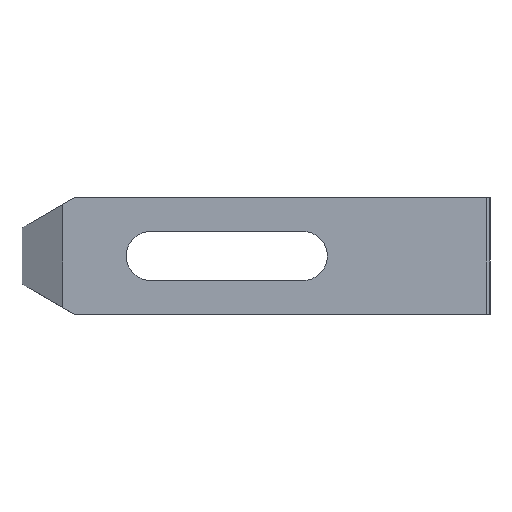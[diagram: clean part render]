
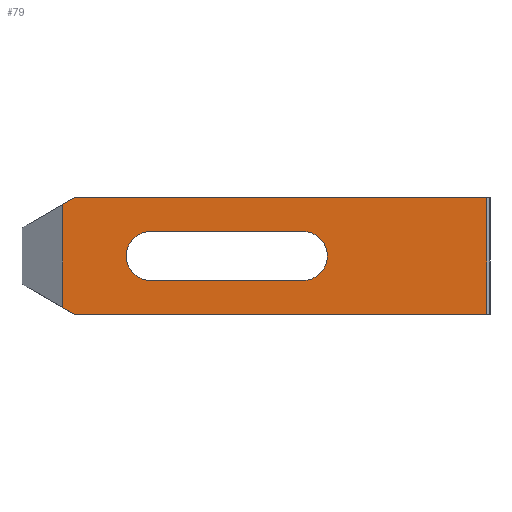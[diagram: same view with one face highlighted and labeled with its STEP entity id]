
A CAD part, top view. The second image highlights one B-rep face of the part: STEP entity #79.
In plain terms, the highlighted planar face has unit normal (0, 0, 1).
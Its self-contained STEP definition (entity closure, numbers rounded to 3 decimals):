
#79 = ADVANCED_FACE( '', ( #124, #125 ), #126, .T. );
#124 = FACE_BOUND( '', #206, .T. );
#125 = FACE_OUTER_BOUND( '', #207, .T. );
#126 = PLANE( '', #208 );
#206 = EDGE_LOOP( '', ( #335, #336, #337, #338 ) );
#207 = EDGE_LOOP( '', ( #339, #340, #341, #342, #343, #344 ) );
#208 = AXIS2_PLACEMENT_3D( '', #345, #346, #347 );
#335 = ORIENTED_EDGE( '', *, *, #664, .T. );
#336 = ORIENTED_EDGE( '', *, *, #668, .T. );
#337 = ORIENTED_EDGE( '', *, *, #669, .T. );
#338 = ORIENTED_EDGE( '', *, *, #670, .T. );
#339 = ORIENTED_EDGE( '', *, *, #671, .T. );
#340 = ORIENTED_EDGE( '', *, *, #661, .T. );
#341 = ORIENTED_EDGE( '', *, *, #628, .F. );
#342 = ORIENTED_EDGE( '', *, *, #672, .T. );
#343 = ORIENTED_EDGE( '', *, *, #673, .F. );
#344 = ORIENTED_EDGE( '', *, *, #674, .T. );
#345 = CARTESIAN_POINT( '', ( -37.679, -25., 25. ) );
#346 = DIRECTION( '', ( 0., 0., 1. ) );
#347 = DIRECTION( '', ( 1., 0., 0. ) );
#628 = EDGE_CURVE( '', #742, #743, #744, .T. );
#661 = EDGE_CURVE( '', #805, #743, #808, .T. );
#664 = EDGE_CURVE( '', #814, #812, #815, .T. );
#668 = EDGE_CURVE( '', #812, #819, #821, .T. );
#669 = EDGE_CURVE( '', #819, #822, #823, .T. );
#670 = EDGE_CURVE( '', #822, #814, #824, .T. );
#671 = EDGE_CURVE( '', #825, #805, #826, .T. );
#672 = EDGE_CURVE( '', #742, #827, #828, .T. );
#673 = EDGE_CURVE( '', #829, #827, #830, .T. );
#674 = EDGE_CURVE( '', #829, #825, #831, .T. );
#742 = VERTEX_POINT( '', #932 );
#743 = VERTEX_POINT( '', #933 );
#744 = LINE( '', #934, #935 );
#805 = VERTEX_POINT( '', #1025 );
#808 = LINE( '', #1029, #1030 );
#812 = VERTEX_POINT( '', #1034 );
#814 = VERTEX_POINT( '', #1037 );
#815 = CIRCLE( '', #1038, 10.5 );
#819 = VERTEX_POINT( '', #1044 );
#821 = LINE( '', #1047, #1048 );
#822 = VERTEX_POINT( '', #1049 );
#823 = CIRCLE( '', #1050, 10.5 );
#824 = LINE( '', #1051, #1052 );
#825 = VERTEX_POINT( '', #1053 );
#826 = LINE( '', #1054, #1055 );
#827 = VERTEX_POINT( '', #1056 );
#828 = LINE( '', #1057, #1058 );
#829 = VERTEX_POINT( '', #1059 );
#830 = LINE( '', #1060, #1061 );
#831 = LINE( '', #1062, #1063 );
#932 = CARTESIAN_POINT( '', ( -32.483, 25., 25. ) );
#933 = CARTESIAN_POINT( '', ( 143.632, 25., 25. ) );
#934 = CARTESIAN_POINT( '', ( -37.679, 25., 25. ) );
#935 = VECTOR( '', #1230, 1000. );
#1025 = CARTESIAN_POINT( '', ( 143.632, -25., 25. ) );
#1029 = CARTESIAN_POINT( '', ( 143.632, -25., 25. ) );
#1030 = VECTOR( '', #1267, 1000. );
#1034 = CARTESIAN_POINT( '', ( 0., 10.5, 25. ) );
#1037 = CARTESIAN_POINT( '', ( 0., -10.5, 25. ) );
#1038 = AXIS2_PLACEMENT_3D( '', #1272, #1273, #1274 );
#1044 = CARTESIAN_POINT( '', ( 65., 10.5, 25. ) );
#1047 = CARTESIAN_POINT( '', ( 0., 10.5, 25. ) );
#1048 = VECTOR( '', #1278, 1000. );
#1049 = CARTESIAN_POINT( '', ( 65., -10.5, 25. ) );
#1050 = AXIS2_PLACEMENT_3D( '', #1279, #1280, #1281 );
#1051 = CARTESIAN_POINT( '', ( 0., -10.5, 25. ) );
#1052 = VECTOR( '', #1282, 1000. );
#1053 = CARTESIAN_POINT( '', ( -32.483, -25., 25. ) );
#1054 = CARTESIAN_POINT( '', ( -37.679, -25., 25. ) );
#1055 = VECTOR( '', #1283, 1000. );
#1056 = CARTESIAN_POINT( '', ( -37.679, 22., 25. ) );
#1057 = CARTESIAN_POINT( '', ( -32.483, 25., 25. ) );
#1058 = VECTOR( '', #1284, 1000. );
#1059 = CARTESIAN_POINT( '', ( -37.679, -22., 25. ) );
#1060 = CARTESIAN_POINT( '', ( -37.679, -25., 25. ) );
#1061 = VECTOR( '', #1285, 1000. );
#1062 = CARTESIAN_POINT( '', ( -55., -12., 25. ) );
#1063 = VECTOR( '', #1286, 1000. );
#1230 = DIRECTION( '', ( 1., 0., 0. ) );
#1267 = DIRECTION( '', ( 0., 1., 0. ) );
#1272 = CARTESIAN_POINT( '', ( 0., 0., 25. ) );
#1273 = DIRECTION( '', ( 0., 0., -1. ) );
#1274 = DIRECTION( '', ( 1., 0., 0. ) );
#1278 = DIRECTION( '', ( 1., 0., 0. ) );
#1279 = CARTESIAN_POINT( '', ( 65., 0., 25. ) );
#1280 = DIRECTION( '', ( 0., 0., -1. ) );
#1281 = DIRECTION( '', ( -1., 0., 0. ) );
#1282 = DIRECTION( '', ( -1., 0., 0. ) );
#1283 = DIRECTION( '', ( 1., 0., 0. ) );
#1284 = DIRECTION( '', ( -0.866, -0.5, 0. ) );
#1285 = DIRECTION( '', ( 0., 1., 0. ) );
#1286 = DIRECTION( '', ( 0.866, -0.5, 0. ) );
